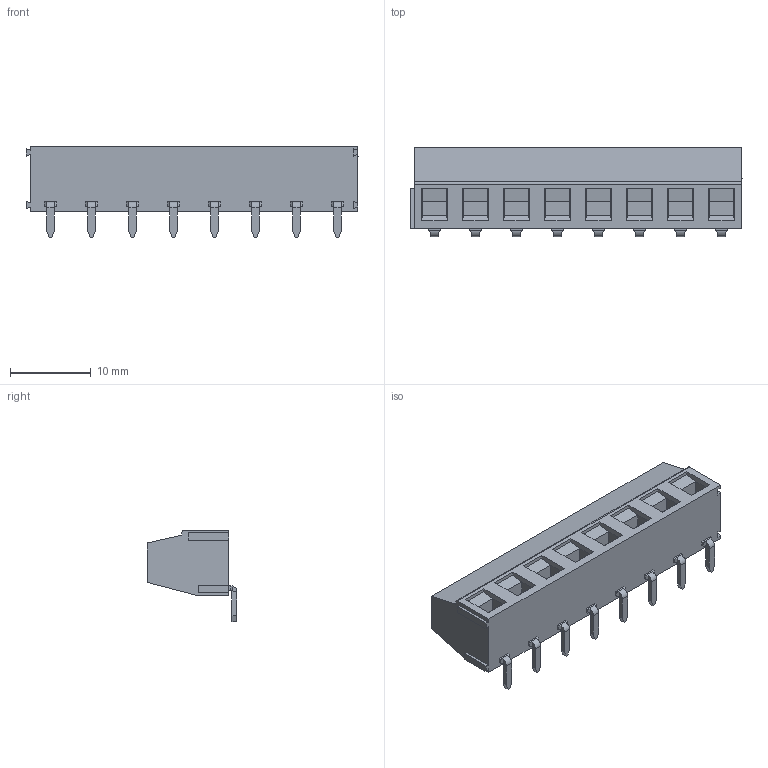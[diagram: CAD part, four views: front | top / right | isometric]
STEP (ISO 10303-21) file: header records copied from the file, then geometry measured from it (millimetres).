
FILE_DESCRIPTION (( 'STEP AP214' ), '1' );
FILE_NAME ('DG127R-5.08-08P-4Y-00AH.STEP', '2021-01-02T23:49:56', ( '' ), ( '' ), 'SwSTEP 2.0', 'SolidWorks 2020', '' );
FILE_SCHEMA (( 'AUTOMOTIVE_DESIGN' ));
Length unit declared in the file: millimetre
Products named in the file (1): DG127R-5.08-08P-4Y-00AH
Bounding box: 41.14 x 11.1 x 11.4 mm (x, y, z)
Volume: 2570.2 mm3; surface area: 2420.5 mm2
Topology: 1 solids, 1 shells, 735 faces, 1919 edges, 1250 vertices
Faces by surface type: plane 493, bspline 169, cylinder 49, torus 24
Entity records: 37097 total; most frequent: CARTESIAN_POINT 13802, ORIENTED_EDGE 3838, DIRECTION 2781, EDGE_CURVE 1919, LINE 1323, VECTOR 1323, VERTEX_POINT 1250, EDGE_LOOP 799
